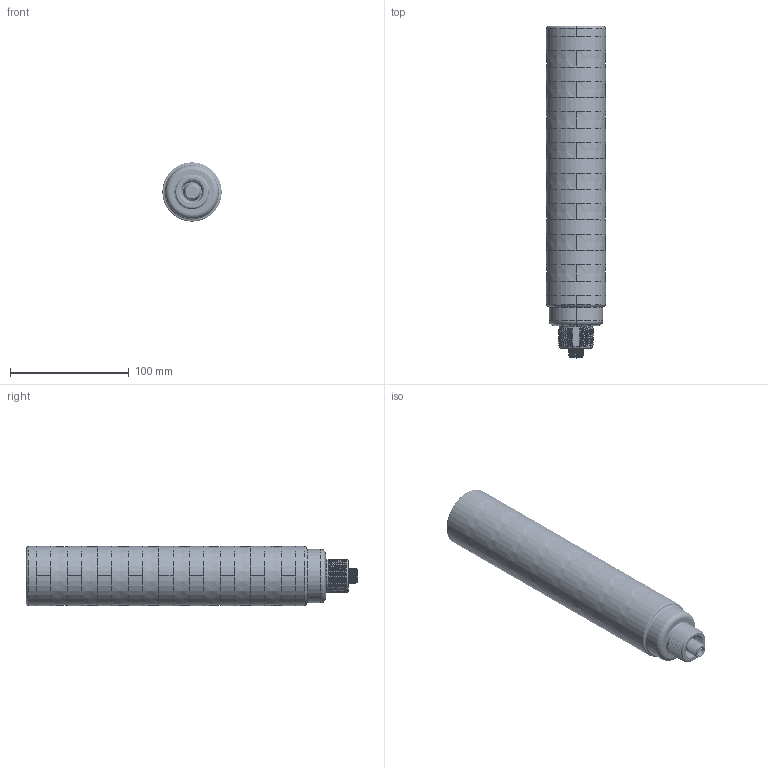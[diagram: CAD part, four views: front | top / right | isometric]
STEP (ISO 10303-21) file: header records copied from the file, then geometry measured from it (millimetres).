
FILE_DESCRIPTION((''),'2;1');
FILE_NAME('205839_ASM','2018-04-27T',('pdmadmin'),('BANNER ENGINEERING'),'CREO PARAMETRIC BY PTC INC, 2016260','CREO PARAMETRIC BY PTC INC, 2016260','');
FILE_SCHEMA(('CONFIG_CONTROL_DESIGN'));
Products named in the file (7): 159072; 141960; 188201; 158231_WEB; 158948; 158946; 205839_ASM
Assembly tree (21 placements, depth 2):
  205839_ASM
    159072
    141960
    188201
    158231_WEB  x9
    158948  x8
    158946
Bounding box: 50 x 279.95 x 50 mm (x, y, z)
Volume: 159677.5 mm3; surface area: 189343.1 mm2
Topology: 21 solids, 21 shells, 3062 faces, 8056 edges, 5259 vertices
Faces by surface type: plane 1651, cylinder 797, cone 342, bspline 206, torus 66
Entity records: 58557 total; most frequent: CARTESIAN_POINT 39265, ORIENTED_EDGE 4200, DIRECTION 3659, EDGE_CURVE 2100, VERTEX_POINT 1355, AXIS2_PLACEMENT_3D 1343, VECTOR 973, LINE 973
